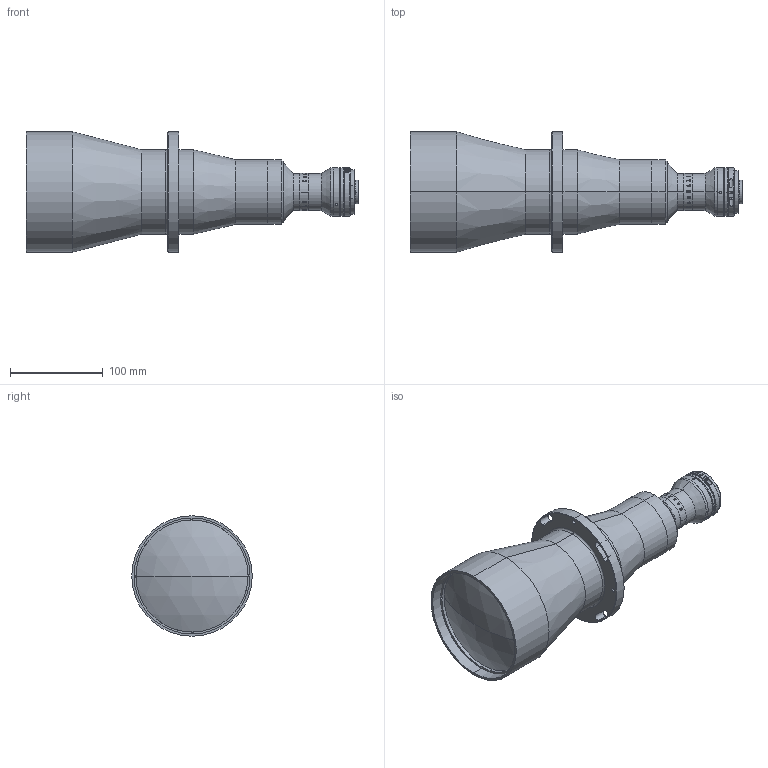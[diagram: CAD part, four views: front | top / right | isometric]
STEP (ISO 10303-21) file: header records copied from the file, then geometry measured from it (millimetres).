
FILE_DESCRIPTION (( 'STEP AP203' ), '1' );
FILE_NAME ('XF-PTL11019-C-(HD).STEP', '2019-02-21T06:49:28', ( 'puyufan' ), ( '' ), 'SwSTEP 2.0', 'SolidWorks 2014', '' );
FILE_SCHEMA (( 'CONFIG_CONTROL_DESIGN' ));
Length unit declared in the file: millimetre
Products named in the file (1): XF-PTL11019-C-(HD)
Bounding box: 358.19 x 130 x 130 mm (x, y, z)
Surface area: 152930.4 mm2 (no closed solid volume)
Topology: 0 solids, 36 shells, 197 faces, 1023 edges, 867 vertices
Faces by surface type: cylinder 110, plane 57, cone 14, torus 12, sphere 4
Entity records: 16203 total; most frequent: CARTESIAN_POINT 8390, DIRECTION 1547, ORIENTED_EDGE 1386, EDGE_CURVE 1023, VERTEX_POINT 867, AXIS2_PLACEMENT_3D 608, CIRCLE 410, VECTOR 331
